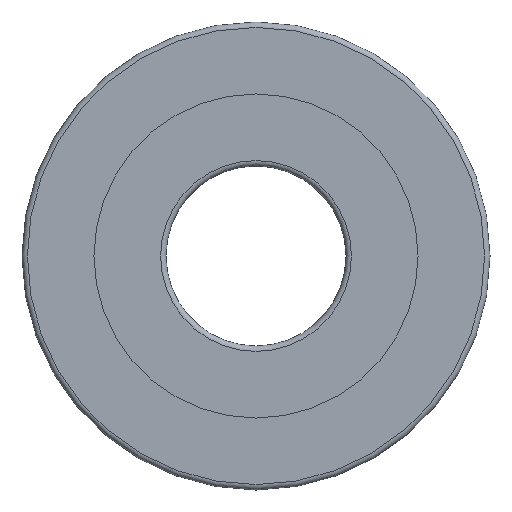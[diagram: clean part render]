
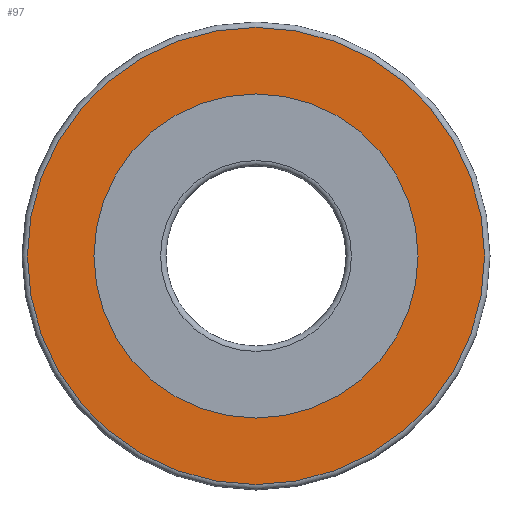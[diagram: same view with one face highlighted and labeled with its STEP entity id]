
A CAD part, left-side view. The second image highlights one B-rep face of the part: STEP entity #97.
In plain terms, the highlighted planar face has unit normal (-1, 0, 0).
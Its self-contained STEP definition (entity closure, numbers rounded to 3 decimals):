
#1 = DIRECTION ( 'NONE',  ( 1., 0., 0. ) ) ;
#19 = DIRECTION ( 'NONE',  ( 0., 0., -1. ) ) ;
#35 = EDGE_CURVE ( 'NONE', #140, #140, #81, .T. ) ;
#67 = ORIENTED_EDGE ( 'NONE', *, *, #290, .T. ) ;
#81 = CIRCLE ( 'NONE', #355, 18. ) ;
#93 = DIRECTION ( 'NONE',  ( 1., 0., 0. ) ) ;
#97 = ADVANCED_FACE ( 'NONE', ( #289, #148 ), #294, .F. ) ;
#113 = DIRECTION ( 'NONE',  ( 0., 0., -1. ) ) ;
#130 = CARTESIAN_POINT ( 'NONE',  ( -10.3, 0., 0. ) ) ;
#140 = VERTEX_POINT ( 'NONE', #225 ) ;
#148 = FACE_BOUND ( 'NONE', #311, .T. ) ;
#154 = CIRCLE ( 'NONE', #183, 25.4 ) ;
#179 = AXIS2_PLACEMENT_3D ( 'NONE', #232, #93, #113 ) ;
#183 = AXIS2_PLACEMENT_3D ( 'NONE', #130, #310, #19 ) ;
#195 = ORIENTED_EDGE ( 'NONE', *, *, #35, .T. ) ;
#225 = CARTESIAN_POINT ( 'NONE',  ( -10.3, 0., -18. ) ) ;
#232 = CARTESIAN_POINT ( 'NONE',  ( -10.3, 18., 0. ) ) ;
#234 = CARTESIAN_POINT ( 'NONE',  ( -10.3, 0., -25.4 ) ) ;
#289 = FACE_OUTER_BOUND ( 'NONE', #317, .T. ) ;
#290 = EDGE_CURVE ( 'NONE', #296, #296, #154, .T. ) ;
#294 = PLANE ( 'NONE',  #179 ) ;
#296 = VERTEX_POINT ( 'NONE', #234 ) ;
#310 = DIRECTION ( 'NONE',  ( -1., 0., 0. ) ) ;
#311 = EDGE_LOOP ( 'NONE', ( #195 ) ) ;
#317 = EDGE_LOOP ( 'NONE', ( #67 ) ) ;
#335 = CARTESIAN_POINT ( 'NONE',  ( -10.3, 0., 0. ) ) ;
#355 = AXIS2_PLACEMENT_3D ( 'NONE', #335, #1, #369 ) ;
#369 = DIRECTION ( 'NONE',  ( 0., 0., -1. ) ) ;
